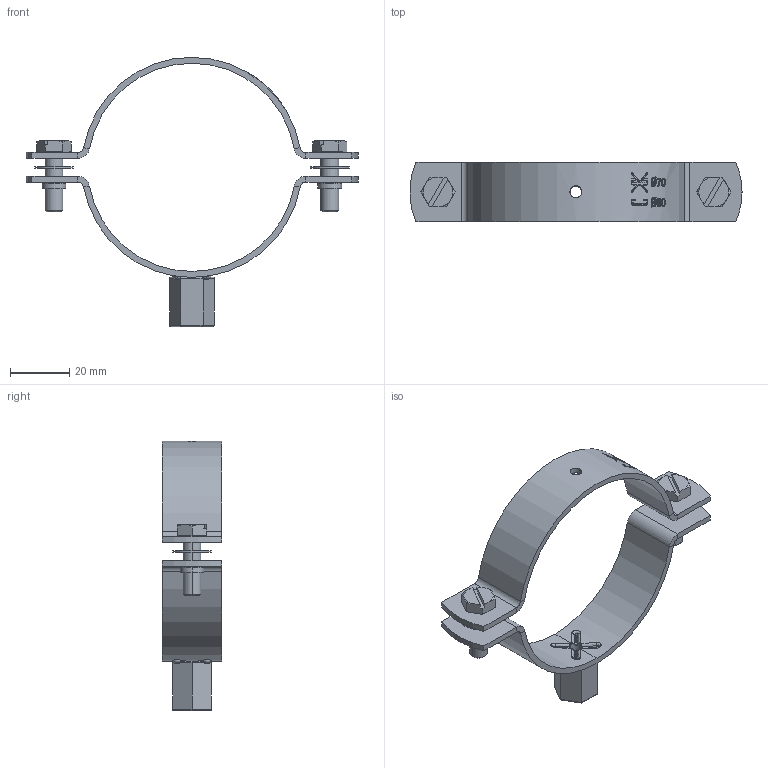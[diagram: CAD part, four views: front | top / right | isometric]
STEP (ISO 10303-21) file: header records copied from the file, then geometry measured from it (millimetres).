
FILE_DESCRIPTION (( 'STEP AP214' ), '1' );
FILE_NAME ('30179070.STEP', '2022-10-27T06:50:31', ( '' ), ( '' ), 'SwSTEP 2.0', 'SolidWorks 2021', '' );
FILE_SCHEMA (( 'AUTOMOTIVE_DESIGN' ));
Length unit declared in the file: millimetre
Products named in the file (7): 30179070; Clamp^8110130070; 9541506020; 9735013060; 9519002599; 8110130070; 8020130070
Assembly tree (8 placements, depth 3):
  30179070
    8110130070
      Clamp^8110130070
      9519002599
    8020130070
    9541506020  x2
    9735013060  x2
Bounding box: 111.66 x 20 x 90.59 mm (x, y, z)
Volume: 14601.5 mm3; surface area: 15911.5 mm2
Topology: 7 solids, 7 shells, 456 faces, 1168 edges, 744 vertices
Faces by surface type: bspline 171, plane 134, cylinder 109, cone 30, torus 12
Entity records: 26085 total; most frequent: CARTESIAN_POINT 17422, ORIENTED_EDGE 2082, DIRECTION 1151, EDGE_CURVE 1041, VERTEX_POINT 663, B_SPLINE_CURVE_WITH_KNOTS 569, AXIS2_PLACEMENT_3D 446, EDGE_LOOP 436
